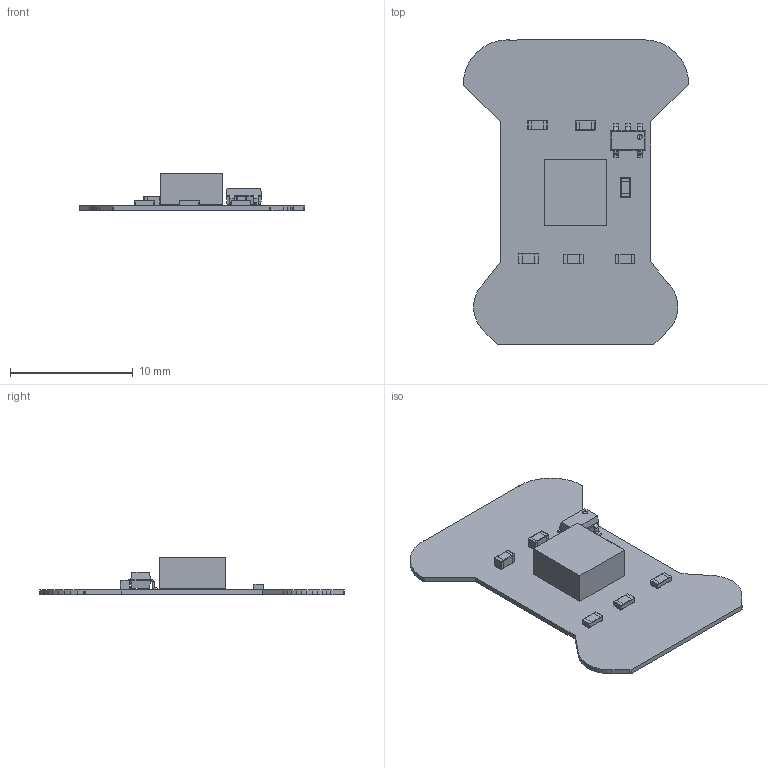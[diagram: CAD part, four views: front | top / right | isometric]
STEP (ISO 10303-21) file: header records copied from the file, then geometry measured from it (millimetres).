
FILE_DESCRIPTION(('Open CASCADE Model'),'2;1');
FILE_NAME('Open CASCADE Shape Model','2018-11-18T01:07:49',('Author'),( 'Open CASCADE'),'Open CASCADE STEP processor 6.2','Open CASCADE 6.2' ,'Unknown');
FILE_SCHEMA(('AUTOMOTIVE_DESIGN { 1 0 10303 214 1 1 1 1 }'));
Length unit declared in the file: millimetre
Products named in the file (41): PCB; Board; RT1; User_Library-SOT23-5-2; C4; 1025413840; Terminal; Open_CASCADE_STEP_translator_6.8_47.1.1; Open_CASCADE_STEP_translator_6.8_47.1.2; Mid_Body; Open_CASCADE_STEP_translator_6.8_47.2.1; C2; 1025411800; C1; 1025386480; AS1; 659331648; Extruded; R1; 1025411440; Open_CASCADE_STEP_translator_6.8_21.2.1; Mark; R6; 1031867952; R7
Assembly tree (43 placements, depth 5):
  PCB
    Board
    RT1
      User_Library-SOT23-5-2
    C4
      1025413840
        Terminal
          Open_CASCADE_STEP_translator_6.8_47.1.1
          Open_CASCADE_STEP_translator_6.8_47.1.2
        Mid_Body
          Open_CASCADE_STEP_translator_6.8_47.2.1
    C2
      1025411800
        Terminal
          Open_CASCADE_STEP_translator_6.8_47.1.1
          Open_CASCADE_STEP_translator_6.8_47.1.2
        Mid_Body
          Open_CASCADE_STEP_translator_6.8_47.2.1
    C1
      1025386480
        Terminal
          Open_CASCADE_STEP_translator_6.8_47.1.1
          Open_CASCADE_STEP_translator_6.8_47.1.2
        Mid_Body
          Open_CASCADE_STEP_translator_6.8_47.2.1
    AS1
      659331648
        Extruded
    R1
      1025411440
        Mid_Body
        Terminal  x2
          Open_CASCADE_STEP_translator_6.8_21.2.1
        Mark
    R6
      1031867952
        Mid_Body
        Terminal  x2
          Open_CASCADE_STEP_translator_6.8_21.2.1
        Mark
    R7
      1031867952
        Mid_Body
        Terminal  x2
          Open_CASCADE_STEP_translator_6.8_21.2.1
        Mark
Bounding box: 18.37 x 24.79 x 3.04 mm (x, y, z)
Volume: 217.1 mm3; surface area: 917.2 mm2
Topology: 24 solids, 24 shells, 430 faces, 1073 edges, 662 vertices
Faces by surface type: plane 324, cylinder 80, sphere 26
Entity records: 23787 total; most frequent: CARTESIAN_POINT 4111, DIRECTION 3562, LINE 2324, VECTOR 2324, ORIENTED_EDGE 1846, PCURVE 1838, DEFINITIONAL_REPRESENTATION 1838, EDGE_CURVE 919
